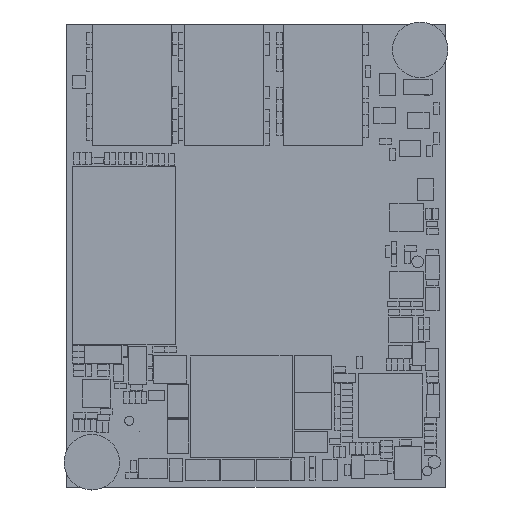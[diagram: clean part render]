
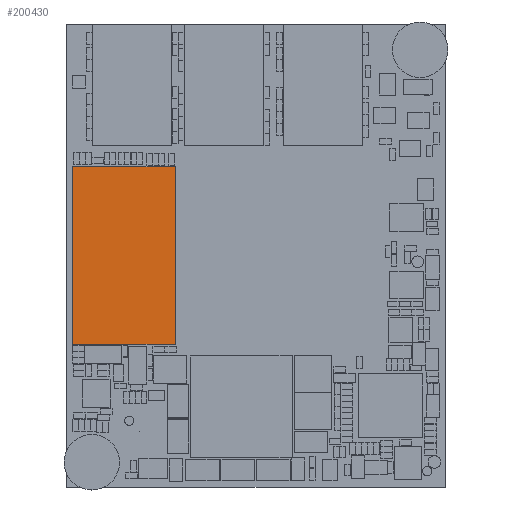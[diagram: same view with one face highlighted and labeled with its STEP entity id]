
A CAD part, top view. The second image highlights one B-rep face of the part: STEP entity #200430.
In plain terms, the highlighted planar face has unit normal (0, 0, 1).
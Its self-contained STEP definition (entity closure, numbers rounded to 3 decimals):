
#200116 = VERTEX_POINT('',#200117);
#200117 = CARTESIAN_POINT('',(0.7,17.,1.2));
#200124 = PLANE('',#200125);
#200125 = AXIS2_PLACEMENT_3D('',#200126,#200127,#200128);
#200126 = CARTESIAN_POINT('',(0.7,17.,0.));
#200127 = DIRECTION('',(0.,1.,0.));
#200128 = DIRECTION('',(1.,0.,0.));
#200136 = PLANE('',#200137);
#200137 = AXIS2_PLACEMENT_3D('',#200138,#200139,#200140);
#200138 = CARTESIAN_POINT('',(0.7,38.1,0.));
#200139 = DIRECTION('',(1.,0.,0.));
#200140 = DIRECTION('',(0.,-1.,0.));
#200148 = EDGE_CURVE('',#200116,#200149,#200151,.T.);
#200149 = VERTEX_POINT('',#200150);
#200150 = CARTESIAN_POINT('',(12.9,17.,1.2));
#200151 = SURFACE_CURVE('',#200152,(#200156,#200163),.PCURVE_S1.);
#200152 = LINE('',#200153,#200154);
#200153 = CARTESIAN_POINT('',(0.7,17.,1.2));
#200154 = VECTOR('',#200155,1.);
#200155 = DIRECTION('',(1.,0.,0.));
#200156 = PCURVE('',#200124,#200157);
#200157 = DEFINITIONAL_REPRESENTATION('',(#200158),#200162);
#200158 = LINE('',#200159,#200160);
#200159 = CARTESIAN_POINT('',(0.,-1.2));
#200160 = VECTOR('',#200161,1.);
#200161 = DIRECTION('',(1.,0.));
#200162 = ( GEOMETRIC_REPRESENTATION_CONTEXT(2) 
PARAMETRIC_REPRESENTATION_CONTEXT() REPRESENTATION_CONTEXT('2D SPACE',''
  ) );
#200163 = PCURVE('',#200164,#200169);
#200164 = PLANE('',#200165);
#200165 = AXIS2_PLACEMENT_3D('',#200166,#200167,#200168);
#200166 = CARTESIAN_POINT('',(0.7,17.,1.2));
#200167 = DIRECTION('',(0.,0.,-1.));
#200168 = DIRECTION('',(-1.,0.,0.));
#200169 = DEFINITIONAL_REPRESENTATION('',(#200170),#200174);
#200170 = LINE('',#200171,#200172);
#200171 = CARTESIAN_POINT('',(0.,0.));
#200172 = VECTOR('',#200173,1.);
#200173 = DIRECTION('',(-1.,0.));
#200174 = ( GEOMETRIC_REPRESENTATION_CONTEXT(2) 
PARAMETRIC_REPRESENTATION_CONTEXT() REPRESENTATION_CONTEXT('2D SPACE',''
  ) );
#200192 = PLANE('',#200193);
#200193 = AXIS2_PLACEMENT_3D('',#200194,#200195,#200196);
#200194 = CARTESIAN_POINT('',(12.9,17.,0.));
#200195 = DIRECTION('',(-1.,0.,0.));
#200196 = DIRECTION('',(0.,1.,0.));
#200236 = VERTEX_POINT('',#200237);
#200237 = CARTESIAN_POINT('',(0.7,38.1,1.2));
#200251 = PLANE('',#200252);
#200252 = AXIS2_PLACEMENT_3D('',#200253,#200254,#200255);
#200253 = CARTESIAN_POINT('',(12.9,38.1,0.));
#200254 = DIRECTION('',(0.,-1.,0.));
#200255 = DIRECTION('',(-1.,0.,0.));
#200263 = EDGE_CURVE('',#200236,#200116,#200264,.T.);
#200264 = SURFACE_CURVE('',#200265,(#200269,#200276),.PCURVE_S1.);
#200265 = LINE('',#200266,#200267);
#200266 = CARTESIAN_POINT('',(0.7,38.1,1.2));
#200267 = VECTOR('',#200268,1.);
#200268 = DIRECTION('',(0.,-1.,0.));
#200269 = PCURVE('',#200136,#200270);
#200270 = DEFINITIONAL_REPRESENTATION('',(#200271),#200275);
#200271 = LINE('',#200272,#200273);
#200272 = CARTESIAN_POINT('',(0.,-1.2));
#200273 = VECTOR('',#200274,1.);
#200274 = DIRECTION('',(1.,0.));
#200275 = ( GEOMETRIC_REPRESENTATION_CONTEXT(2) 
PARAMETRIC_REPRESENTATION_CONTEXT() REPRESENTATION_CONTEXT('2D SPACE',''
  ) );
#200276 = PCURVE('',#200164,#200277);
#200277 = DEFINITIONAL_REPRESENTATION('',(#200278),#200282);
#200278 = LINE('',#200279,#200280);
#200279 = CARTESIAN_POINT('',(0.,21.1));
#200280 = VECTOR('',#200281,1.);
#200281 = DIRECTION('',(0.,-1.));
#200282 = ( GEOMETRIC_REPRESENTATION_CONTEXT(2) 
PARAMETRIC_REPRESENTATION_CONTEXT() REPRESENTATION_CONTEXT('2D SPACE',''
  ) );
#200310 = EDGE_CURVE('',#200149,#200311,#200313,.T.);
#200311 = VERTEX_POINT('',#200312);
#200312 = CARTESIAN_POINT('',(12.9,38.1,1.2));
#200313 = SURFACE_CURVE('',#200314,(#200318,#200325),.PCURVE_S1.);
#200314 = LINE('',#200315,#200316);
#200315 = CARTESIAN_POINT('',(12.9,17.,1.2));
#200316 = VECTOR('',#200317,1.);
#200317 = DIRECTION('',(0.,1.,0.));
#200318 = PCURVE('',#200192,#200319);
#200319 = DEFINITIONAL_REPRESENTATION('',(#200320),#200324);
#200320 = LINE('',#200321,#200322);
#200321 = CARTESIAN_POINT('',(0.,-1.2));
#200322 = VECTOR('',#200323,1.);
#200323 = DIRECTION('',(1.,0.));
#200324 = ( GEOMETRIC_REPRESENTATION_CONTEXT(2) 
PARAMETRIC_REPRESENTATION_CONTEXT() REPRESENTATION_CONTEXT('2D SPACE',''
  ) );
#200325 = PCURVE('',#200164,#200326);
#200326 = DEFINITIONAL_REPRESENTATION('',(#200327),#200331);
#200327 = LINE('',#200328,#200329);
#200328 = CARTESIAN_POINT('',(-12.2,0.));
#200329 = VECTOR('',#200330,1.);
#200330 = DIRECTION('',(0.,1.));
#200331 = ( GEOMETRIC_REPRESENTATION_CONTEXT(2) 
PARAMETRIC_REPRESENTATION_CONTEXT() REPRESENTATION_CONTEXT('2D SPACE',''
  ) );
#200381 = EDGE_CURVE('',#200311,#200236,#200382,.T.);
#200382 = SURFACE_CURVE('',#200383,(#200387,#200394),.PCURVE_S1.);
#200383 = LINE('',#200384,#200385);
#200384 = CARTESIAN_POINT('',(12.9,38.1,1.2));
#200385 = VECTOR('',#200386,1.);
#200386 = DIRECTION('',(-1.,0.,0.));
#200387 = PCURVE('',#200251,#200388);
#200388 = DEFINITIONAL_REPRESENTATION('',(#200389),#200393);
#200389 = LINE('',#200390,#200391);
#200390 = CARTESIAN_POINT('',(0.,-1.2));
#200391 = VECTOR('',#200392,1.);
#200392 = DIRECTION('',(1.,0.));
#200393 = ( GEOMETRIC_REPRESENTATION_CONTEXT(2) 
PARAMETRIC_REPRESENTATION_CONTEXT() REPRESENTATION_CONTEXT('2D SPACE',''
  ) );
#200394 = PCURVE('',#200164,#200395);
#200395 = DEFINITIONAL_REPRESENTATION('',(#200396),#200400);
#200396 = LINE('',#200397,#200398);
#200397 = CARTESIAN_POINT('',(-12.2,21.1));
#200398 = VECTOR('',#200399,1.);
#200399 = DIRECTION('',(1.,0.));
#200400 = ( GEOMETRIC_REPRESENTATION_CONTEXT(2) 
PARAMETRIC_REPRESENTATION_CONTEXT() REPRESENTATION_CONTEXT('2D SPACE',''
  ) );
#200430 = ADVANCED_FACE('',(#200431),#200164,.F.);
#200431 = FACE_BOUND('',#200432,.F.);
#200432 = EDGE_LOOP('',(#200433,#200434,#200435,#200436));
#200433 = ORIENTED_EDGE('',*,*,#200148,.F.);
#200434 = ORIENTED_EDGE('',*,*,#200263,.F.);
#200435 = ORIENTED_EDGE('',*,*,#200381,.F.);
#200436 = ORIENTED_EDGE('',*,*,#200310,.F.);
